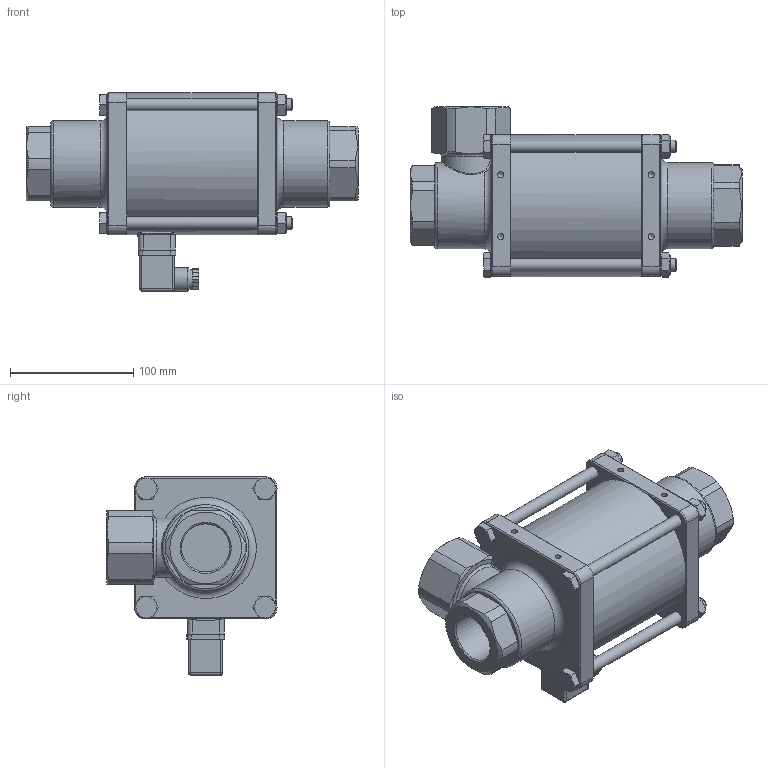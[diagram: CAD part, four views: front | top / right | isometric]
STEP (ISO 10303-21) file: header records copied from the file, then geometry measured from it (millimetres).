
FILE_DESCRIPTION(/* description */ ('Teil 1'),/* implementation_level */ '2;1');
FILE_NAME(/* name */ 'Typ 370 NC DN32 M0 G54.stp',/* time_stamp */ '2024-09-25T11:37:26+02:00',/* author */ ('SCanivar'),/* organization */ (''),/* preprocessor_version */ 'ST-DEVELOPER v18.1',/* originating_system */ 'Autodesk Inventor 2021',/* authorisation */ '');
FILE_SCHEMA (('AUTOMOTIVE_DESIGN { 1 0 10303 214 3 1 1 }'));
Length unit declared in the file: millimetre
Products named in the file (1): BG-3D-STEP-Modelle
Bounding box: 269 x 137.81 x 160.5 mm (x, y, z)
Volume: 2096874.4 mm3; surface area: 153082 mm2
Topology: 1 solids, 1 shells, 406 faces, 985 edges, 604 vertices
Faces by surface type: plane 188, cylinder 107, cone 66, torus 32, bspline 8, sphere 5
Full cylindrical faces by diameter (mm): 2 x1, 4.917 x4, 7.2 x1, 9.5 x1, 10 x8, 15.6 x4, 16 x1, 18.9 x1, 38.952 x1, 39 x2, 70 x2, 115 x1
Entity records: 12843 total; most frequent: CARTESIAN_POINT 3161, ORIENTED_EDGE 1948, DIRECTION 1932, EDGE_CURVE 974, AXIS2_PLACEMENT_3D 749, VERTEX_POINT 604, EDGE_LOOP 448, LINE 434
